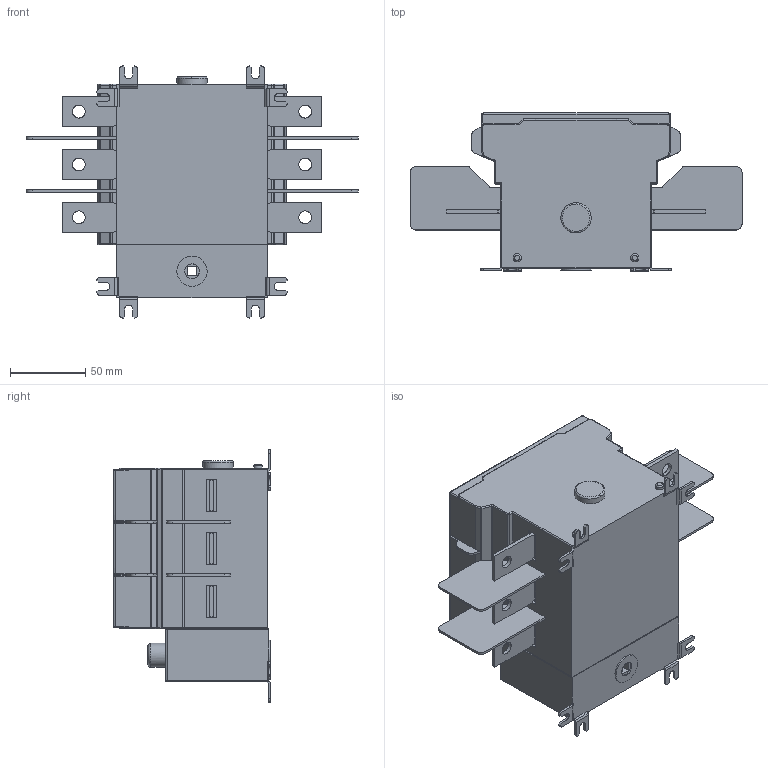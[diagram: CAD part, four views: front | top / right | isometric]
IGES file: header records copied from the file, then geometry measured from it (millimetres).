
Global section: file name: OS100GJ03_Palikka.igs; preprocessor: I-DEAS 3D IGES Translator 11; date: 20091105.082854; units: millimetre
Bounding box: 220.01 x 104.48 x 167.01 mm (x, y, z)
Volume: 1451325.8 mm3; surface area: 119887.8 mm2
Topology: 1 solids, 1 shells, 520 faces, 1420 edges, 950 vertices
Faces by surface type: bspline 520
